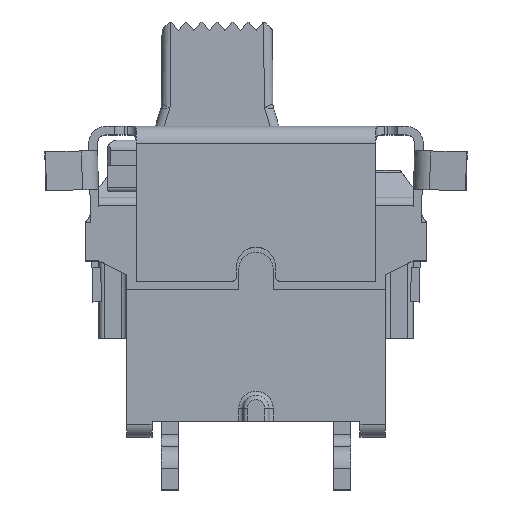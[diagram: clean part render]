
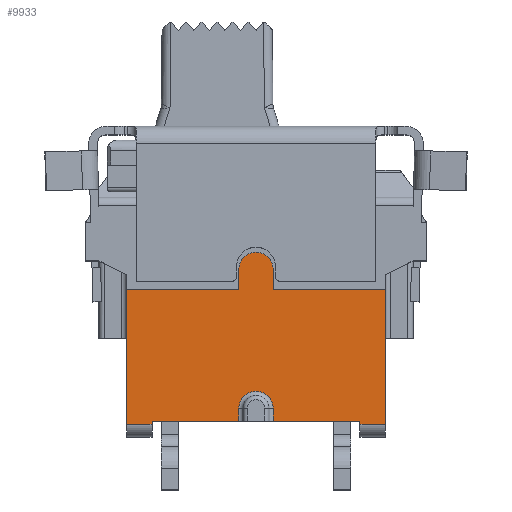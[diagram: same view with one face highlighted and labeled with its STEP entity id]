
A CAD part, top view. The second image highlights one B-rep face of the part: STEP entity #9933.
In plain terms, the highlighted planar face has unit normal (0, 0, 1).
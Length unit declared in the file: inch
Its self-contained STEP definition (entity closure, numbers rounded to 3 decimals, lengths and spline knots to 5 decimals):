
#521=LINE('',#14271,#1691);
#552=LINE('',#14348,#1722);
#593=LINE('',#14474,#1763);
#597=LINE('',#14483,#1767);
#600=LINE('',#14489,#1770);
#854=LINE('',#15212,#2024);
#857=LINE('',#15223,#2027);
#933=LINE('',#15417,#2103);
#1003=LINE('',#15574,#2173);
#1136=LINE('',#15996,#2306);
#1300=LINE('',#16459,#2470);
#1301=LINE('',#16460,#2471);
#1302=LINE('',#16463,#2472);
#1303=LINE('',#16464,#2473);
#1691=VECTOR('',#11337,39.37008);
#1722=VECTOR('',#11396,39.37008);
#1763=VECTOR('',#11505,39.37008);
#1767=VECTOR('',#11511,39.37008);
#1770=VECTOR('',#11516,39.37008);
#2024=VECTOR('',#11988,39.37008);
#2027=VECTOR('',#11997,39.37008);
#2103=VECTOR('',#12125,39.37008);
#2173=VECTOR('',#12269,39.37008);
#2306=VECTOR('',#12528,39.37008);
#2470=VECTOR('',#12914,39.37008);
#2471=VECTOR('',#12915,39.37008);
#2472=VECTOR('',#12918,39.37008);
#2473=VECTOR('',#12919,39.37008);
#4414=ORIENTED_EDGE('',*,*,#5940,.T.);
#4415=ORIENTED_EDGE('',*,*,#5946,.T.);
#4416=ORIENTED_EDGE('',*,*,#5943,.T.);
#4417=ORIENTED_EDGE('',*,*,#6795,.T.);
#4418=ORIENTED_EDGE('',*,*,#5840,.F.);
#4419=ORIENTED_EDGE('',*,*,#6796,.T.);
#4420=ORIENTED_EDGE('',*,*,#6423,.T.);
#4421=ORIENTED_EDGE('',*,*,#6253,.T.);
#4422=ORIENTED_EDGE('',*,*,#6340,.F.);
#4423=ORIENTED_EDGE('',*,*,#6797,.F.);
#4424=ORIENTED_EDGE('',*,*,#6798,.F.);
#4425=ORIENTED_EDGE('',*,*,#6247,.T.);
#4426=ORIENTED_EDGE('',*,*,#6799,.F.);
#4427=ORIENTED_EDGE('',*,*,#5877,.F.);
#4428=ORIENTED_EDGE('',*,*,#6582,.F.);
#4429=ORIENTED_EDGE('',*,*,#5936,.T.);
#5840=EDGE_CURVE('',#7286,#7287,#521,.T.);
#5877=EDGE_CURVE('',#7319,#7320,#552,.T.);
#5936=EDGE_CURVE('',#7370,#7369,#593,.T.);
#5940=EDGE_CURVE('',#7369,#7373,#597,.T.);
#5943=EDGE_CURVE('',#7376,#7375,#600,.T.);
#5946=EDGE_CURVE('',#7373,#7376,#8038,.T.);
#6247=EDGE_CURVE('',#7609,#7608,#854,.T.);
#6253=EDGE_CURVE('',#7614,#7613,#857,.T.);
#6340=EDGE_CURVE('',#7675,#7613,#933,.T.);
#6423=EDGE_CURVE('',#7726,#7614,#1003,.T.);
#6582=EDGE_CURVE('',#7370,#7319,#1136,.T.);
#6795=EDGE_CURVE('',#7375,#7287,#1300,.T.);
#6796=EDGE_CURVE('',#7286,#7726,#1301,.T.);
#6797=EDGE_CURVE('',#7925,#7675,#8144,.T.);
#6798=EDGE_CURVE('',#7609,#7925,#1302,.T.);
#6799=EDGE_CURVE('',#7320,#7608,#1303,.T.);
#7286=VERTEX_POINT('',#14270);
#7287=VERTEX_POINT('',#14272);
#7319=VERTEX_POINT('',#14349);
#7320=VERTEX_POINT('',#14350);
#7369=VERTEX_POINT('',#14473);
#7370=VERTEX_POINT('',#14475);
#7373=VERTEX_POINT('',#14482);
#7375=VERTEX_POINT('',#14488);
#7376=VERTEX_POINT('',#14490);
#7608=VERTEX_POINT('',#15211);
#7609=VERTEX_POINT('',#15213);
#7613=VERTEX_POINT('',#15222);
#7614=VERTEX_POINT('',#15224);
#7675=VERTEX_POINT('',#15416);
#7726=VERTEX_POINT('',#15575);
#7925=VERTEX_POINT('',#16462);
#8038=CIRCLE('',#10303,0.02);
#8144=CIRCLE('',#10651,0.02);
#8493=EDGE_LOOP('',(#4414,#4415,#4416,#4417,#4418,#4419,#4420,#4421,#4422,
#4423,#4424,#4425,#4426,#4427,#4428,#4429));
#9035=FACE_BOUND('',#8493,.T.);
#9495=PLANE('',#10650);
#9933=ADVANCED_FACE('',(#9035),#9495,.T.);
#10303=AXIS2_PLACEMENT_3D('',#14495,#11521,#11522);
#10650=AXIS2_PLACEMENT_3D('',#16458,#12912,#12913);
#10651=AXIS2_PLACEMENT_3D('',#16461,#12916,#12917);
#11337=DIRECTION('',(0.,1.,0.));
#11396=DIRECTION('',(-1.,0.,0.));
#11505=DIRECTION('',(-1.,0.,0.));
#11511=DIRECTION('',(0.,1.,0.));
#11516=DIRECTION('',(0.,-1.,0.));
#11521=DIRECTION('',(0.,0.,1.));
#11522=DIRECTION('',(1.,0.,0.));
#11988=DIRECTION('',(1.,0.,0.));
#11997=DIRECTION('',(1.,0.,0.));
#12125=DIRECTION('',(0.,-1.,0.));
#12269=DIRECTION('',(0.,1.,0.));
#12528=DIRECTION('',(0.,-1.,0.));
#12912=DIRECTION('',(0.,0.,1.));
#12913=DIRECTION('',(1.,0.,0.));
#12914=DIRECTION('',(-1.,0.,0.));
#12915=DIRECTION('',(1.,0.,0.));
#12916=DIRECTION('',(0.,0.,1.));
#12917=DIRECTION('',(1.,0.,0.));
#12918=DIRECTION('',(0.,1.,0.));
#12919=DIRECTION('',(0.,1.,0.));
#14270=CARTESIAN_POINT('',(-0.15,-0.294,0.1165));
#14271=CARTESIAN_POINT('',(-0.15,-0.294,0.1165));
#14272=CARTESIAN_POINT('',(-0.15,-0.138,0.1165));
#14348=CARTESIAN_POINT('',(-0.15,-0.294,0.1165));
#14349=CARTESIAN_POINT('',(0.15,-0.294,0.1165));
#14350=CARTESIAN_POINT('',(0.1205,-0.294,0.1165));
#14473=CARTESIAN_POINT('',(0.02,-0.138,0.1165));
#14474=CARTESIAN_POINT('',(0.1975,-0.138,0.1165));
#14475=CARTESIAN_POINT('',(0.15,-0.138,0.1165));
#14482=CARTESIAN_POINT('',(0.02,-0.115,0.1165));
#14483=CARTESIAN_POINT('',(0.02,-0.138,0.1165));
#14488=CARTESIAN_POINT('',(-0.02,-0.138,0.1165));
#14489=CARTESIAN_POINT('',(-0.02,-0.115,0.1165));
#14490=CARTESIAN_POINT('',(-0.02,-0.115,0.1165));
#14495=CARTESIAN_POINT('',(0.,-0.115,0.1165));
#15211=CARTESIAN_POINT('',(0.1205,-0.291,0.1165));
#15212=CARTESIAN_POINT('',(0.02,-0.291,0.1165));
#15213=CARTESIAN_POINT('',(0.02,-0.291,0.1165));
#15222=CARTESIAN_POINT('',(-0.02,-0.291,0.1165));
#15223=CARTESIAN_POINT('',(-0.1205,-0.291,0.1165));
#15224=CARTESIAN_POINT('',(-0.1205,-0.291,0.1165));
#15416=CARTESIAN_POINT('',(-0.02,-0.276,0.1165));
#15417=CARTESIAN_POINT('',(-0.02,-0.276,0.1165));
#15574=CARTESIAN_POINT('',(-0.1205,-0.294,0.1165));
#15575=CARTESIAN_POINT('',(-0.1205,-0.294,0.1165));
#15996=CARTESIAN_POINT('',(0.15,-0.138,0.1165));
#16458=CARTESIAN_POINT('',(0.1975,0.,0.1165));
#16459=CARTESIAN_POINT('',(0.1975,-0.138,0.1165));
#16460=CARTESIAN_POINT('',(-0.15,-0.294,0.1165));
#16461=CARTESIAN_POINT('',(0.,-0.276,0.1165));
#16462=CARTESIAN_POINT('',(0.02,-0.276,0.1165));
#16463=CARTESIAN_POINT('',(0.02,-0.291,0.1165));
#16464=CARTESIAN_POINT('',(0.1205,-0.294,0.1165));
